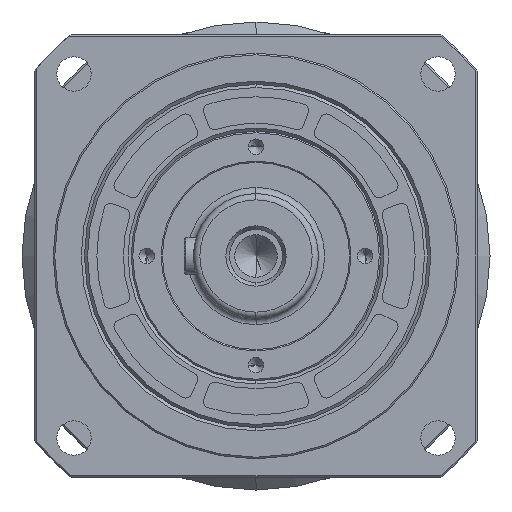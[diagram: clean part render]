
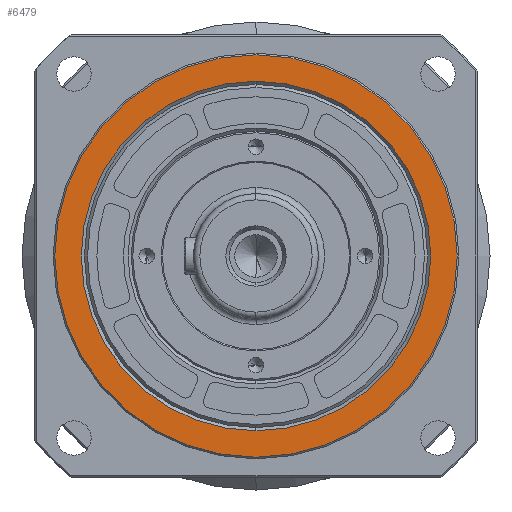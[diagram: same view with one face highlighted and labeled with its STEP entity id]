
A CAD part, left-side view. The second image highlights one B-rep face of the part: STEP entity #6479.
In plain terms, the highlighted planar face has unit normal (-1, 0, 0).
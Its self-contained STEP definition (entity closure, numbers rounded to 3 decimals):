
#2207 = VERTEX_POINT ( 'NONE', #17287 ) ;
#2260 = CARTESIAN_POINT ( 'NONE',  ( 0., 0., -64.5 ) ) ;
#2805 = DIRECTION ( 'NONE',  ( -1., 0., 0. ) ) ;
#2920 = CARTESIAN_POINT ( 'NONE',  ( 0., 0., -56. ) ) ;
#2968 = VERTEX_POINT ( 'NONE', #2260 ) ;
#3893 = EDGE_LOOP ( 'NONE', ( #9106, #11153 ) ) ;
#4095 = FACE_BOUND ( 'NONE', #3893, .T. ) ;
#4369 = CIRCLE ( 'NONE', #10436, 56. ) ;
#5354 = CARTESIAN_POINT ( 'NONE',  ( 0., 0., 56. ) ) ;
#5378 = AXIS2_PLACEMENT_3D ( 'NONE', #11831, #2805, #13350 ) ;
#6479 = ADVANCED_FACE ( 'NONE', ( #16150, #4095 ), #15518, .F. ) ;
#7085 = CARTESIAN_POINT ( 'NONE',  ( 0., 0., 0. ) ) ;
#7473 = CIRCLE ( 'NONE', #8925, 56. ) ;
#7499 = CARTESIAN_POINT ( 'NONE',  ( 0., 0., 0. ) ) ;
#7857 = DIRECTION ( 'NONE',  ( -1., 0., 0. ) ) ;
#8020 = DIRECTION ( 'NONE',  ( 0., 0., -1. ) ) ;
#8517 = VERTEX_POINT ( 'NONE', #5354 ) ;
#8634 = DIRECTION ( 'NONE',  ( 0., 0., -1. ) ) ;
#8925 = AXIS2_PLACEMENT_3D ( 'NONE', #7499, #18037, #9049 ) ;
#9049 = DIRECTION ( 'NONE',  ( 0., 0., 1. ) ) ;
#9106 = ORIENTED_EDGE ( 'NONE', *, *, #16565, .F. ) ;
#9473 = CIRCLE ( 'NONE', #19219, 64.5 ) ;
#10034 = EDGE_CURVE ( 'NONE', #2968, #2207, #14773, .T. ) ;
#10436 = AXIS2_PLACEMENT_3D ( 'NONE', #16891, #7857, #18397 ) ;
#10582 = EDGE_LOOP ( 'NONE', ( #15832, #14241 ) ) ;
#11153 = ORIENTED_EDGE ( 'NONE', *, *, #17582, .F. ) ;
#11831 = CARTESIAN_POINT ( 'NONE',  ( 0., 0., 0. ) ) ;
#12477 = VERTEX_POINT ( 'NONE', #2920 ) ;
#13350 = DIRECTION ( 'NONE',  ( 0., 0., -1. ) ) ;
#14008 = CARTESIAN_POINT ( 'NONE',  ( 0., 56., 0. ) ) ;
#14241 = ORIENTED_EDGE ( 'NONE', *, *, #15081, .T. ) ;
#14773 = CIRCLE ( 'NONE', #5378, 64.5 ) ;
#15081 = EDGE_CURVE ( 'NONE', #2207, #2968, #9473, .T. ) ;
#15518 = PLANE ( 'NONE',  #18460 ) ;
#15832 = ORIENTED_EDGE ( 'NONE', *, *, #10034, .T. ) ;
#16150 = FACE_OUTER_BOUND ( 'NONE', #10582, .T. ) ;
#16565 = EDGE_CURVE ( 'NONE', #8517, #12477, #7473, .T. ) ;
#16891 = CARTESIAN_POINT ( 'NONE',  ( 0., 0., 0. ) ) ;
#17043 = DIRECTION ( 'NONE',  ( 1., 0., 0. ) ) ;
#17287 = CARTESIAN_POINT ( 'NONE',  ( 0., 0., 64.5 ) ) ;
#17582 = EDGE_CURVE ( 'NONE', #12477, #8517, #4369, .T. ) ;
#17638 = DIRECTION ( 'NONE',  ( -1., 0., 0. ) ) ;
#18037 = DIRECTION ( 'NONE',  ( -1., 0., 0. ) ) ;
#18397 = DIRECTION ( 'NONE',  ( 0., 0., 1. ) ) ;
#18460 = AXIS2_PLACEMENT_3D ( 'NONE', #14008, #17043, #8020 ) ;
#19219 = AXIS2_PLACEMENT_3D ( 'NONE', #7085, #17638, #8634 ) ;
